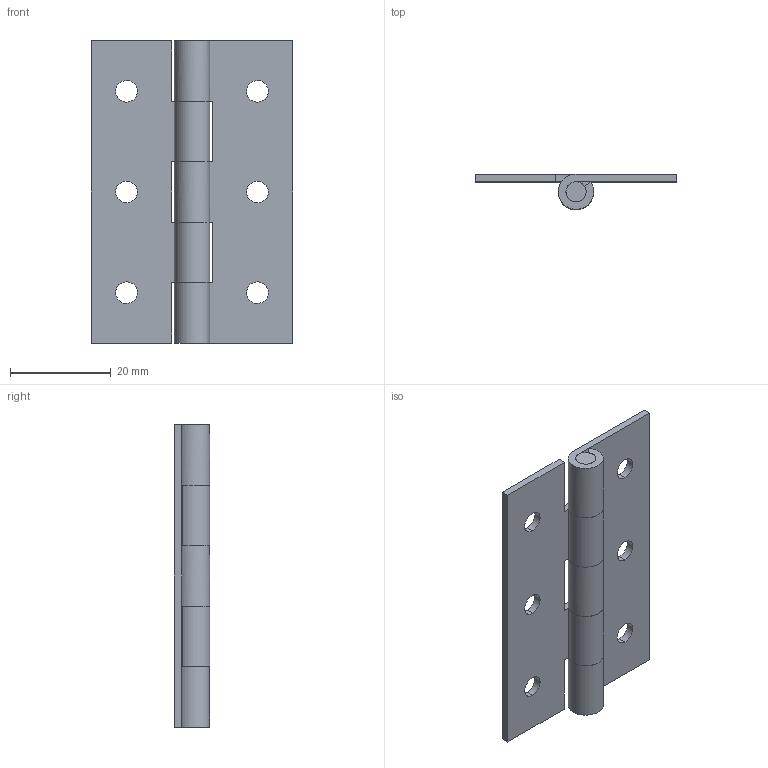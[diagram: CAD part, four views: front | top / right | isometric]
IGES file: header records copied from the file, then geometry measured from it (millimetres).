
Start section: ------------------------------------------------------------------------
Global section: file name: PC014.10084.TH_TM_11SUS_11300.igs; native system: spGate; preprocessor: ver18.9.1 (****-****-****-****); author: Unknown; organization: Unknown; date: 220428.095543; units: millimetre
Bounding box: 40 x 7 x 60 mm (x, y, z)
Volume: 5203.4 mm3; surface area: 7528.2 mm2
Topology: 3 solids, 3 shells, 54 faces, 144 edges, 96 vertices
Faces by surface type: bspline 54
